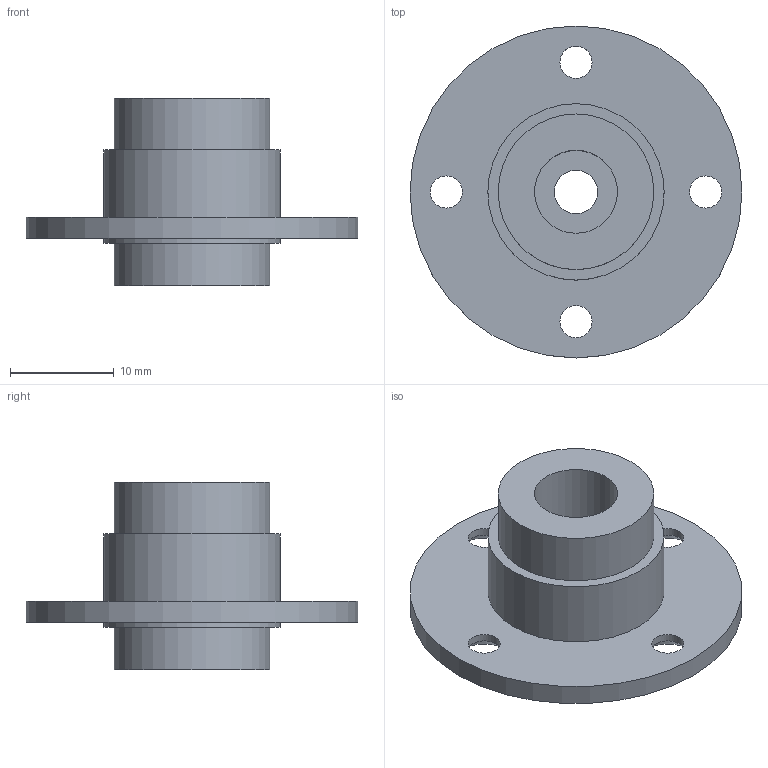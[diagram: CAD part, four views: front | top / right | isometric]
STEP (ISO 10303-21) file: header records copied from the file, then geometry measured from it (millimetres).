
FILE_DESCRIPTION(/* description */ (''),/* implementation_level */ '2;1');
FILE_NAME(/* name */ 'sun_gear_holder_38_20190404.stp.step',/* time_stamp */ '2019-04-04T15:39:25-04:00',/* author */ (''),/* organization */ (''),/* preprocessor_version */ 'ST-DEVELOPER v17.2',/* originating_system */ 'Autodesk Translation Framework v7.6.0.251',/* authorisation */ '');
FILE_SCHEMA (('AUTOMOTIVE_DESIGN { 1 0 10303 214 3 1 1 }'));
Length unit declared in the file: millimetre
Products named in the file (1): SunGearHolder
Bounding box: 32 x 32 x 18.1 mm (x, y, z)
Volume: 3957.7 mm3; surface area: 2986.6 mm2
Topology: 1 solids, 1 shells, 24 faces, 52 edges, 36 vertices
Faces by surface type: cylinder 12, plane 8, cone 4
Full cylindrical faces by diameter (mm): 3.1 x4, 4.2 x1, 6.477 x1, 8 x1, 15 x2, 17 x2, 32 x1
Entity records: 737 total; most frequent: DIRECTION 138, CARTESIAN_POINT 113, ORIENTED_EDGE 104, AXIS2_PLACEMENT_3D 61, EDGE_CURVE 52, EDGE_LOOP 40, CIRCLE 36, VERTEX_POINT 36
